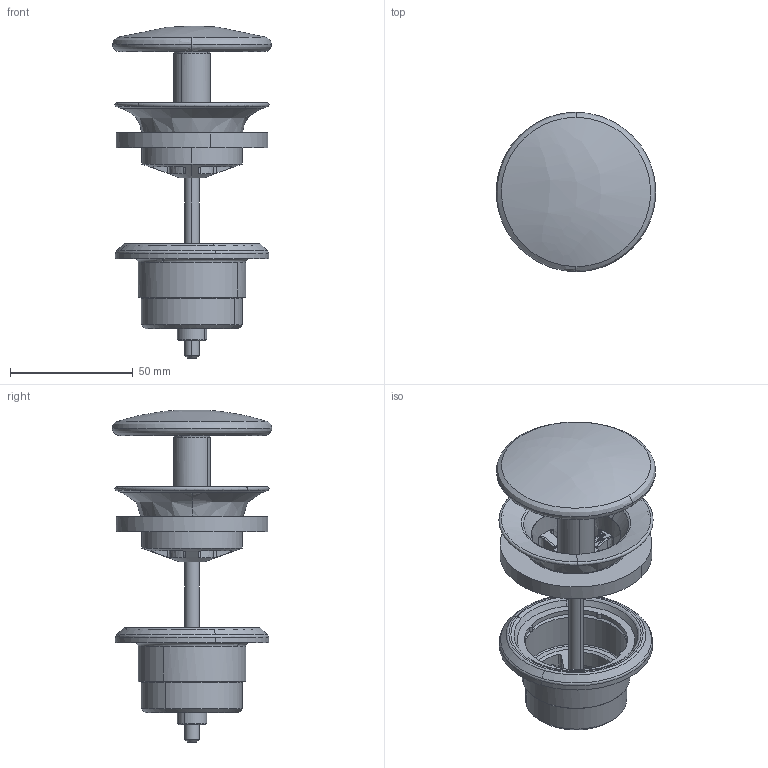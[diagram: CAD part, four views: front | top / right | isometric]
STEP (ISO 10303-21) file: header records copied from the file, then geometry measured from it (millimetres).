
FILE_DESCRIPTION(/* description */ (''),/* implementation_level */ '2;1');
FILE_NAME(/* name */ '06CG80533100CR',/* time_stamp */ '2023-07-17T07:38:59+02:00',/* author */ (''),/* organization */ (''),/* preprocessor_version */ 'ST-DEVELOPER v15',/* originating_system */ '',/* authorisation */ '');
FILE_SCHEMA (('AUTOMOTIVE_DESIGN'));
Length unit declared in the file: millimetre
Products named in the file (1): Document
Bounding box: 64.87 x 65 x 135.36 mm (x, y, z)
Volume: 56419.4 mm3; surface area: 54422.7 mm2
Topology: 7 solids, 8 shells, 456 faces, 1212 edges, 783 vertices
Faces by surface type: bspline 331, plane 125
Entity records: 17808 total; most frequent: CARTESIAN_POINT 10878, ORIENTED_EDGE 2409, EDGE_CURVE 1210, VERTEX_POINT 783, B_SPLINE_CURVE_WITH_KNOTS 596, EDGE_LOOP 498, ADVANCED_FACE 456, FACE_OUTER_BOUND 456
